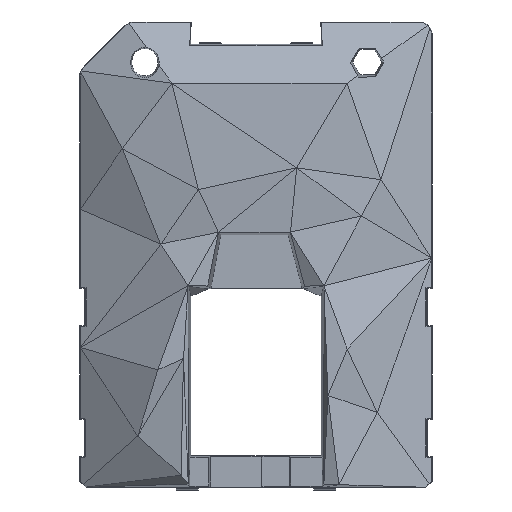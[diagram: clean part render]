
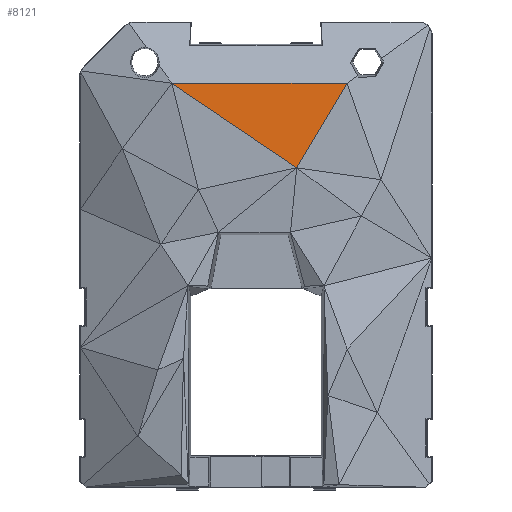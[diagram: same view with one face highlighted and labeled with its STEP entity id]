
A CAD part, front view. The second image highlights one B-rep face of the part: STEP entity #8121.
In plain terms, the highlighted planar face has unit normal (0, -0.999, 0.049).
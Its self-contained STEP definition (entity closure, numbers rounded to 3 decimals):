
#67 = CARTESIAN_POINT ( 'NONE',  ( 0., -21.649, 1.071 ) ) ;
#886 = FACE_OUTER_BOUND ( 'NONE', #4234, .T. ) ;
#890 = DIRECTION ( 'NONE',  ( 0., 0.049, 0.999 ) ) ;
#1488 = VECTOR ( 'NONE', #2646, 1000. ) ;
#1577 = CARTESIAN_POINT ( 'NONE',  ( -8.242, -17.003, 94.957 ) ) ;
#1765 = CARTESIAN_POINT ( 'NONE',  ( 29.128, -17.003, 94.957 ) ) ;
#2390 = CARTESIAN_POINT ( 'NONE',  ( 10.443, -17.003, 94.957 ) ) ;
#2646 = DIRECTION ( 'NONE',  ( -0.511, -0.042, -0.859 ) ) ;
#2691 = CARTESIAN_POINT ( 'NONE',  ( 13.044, -18.34, 67.93 ) ) ;
#3529 = EDGE_CURVE ( 'NONE', #9336, #6584, #3654, .T. ) ;
#3654 = LINE ( 'NONE', #7545, #1488 ) ;
#3703 = VECTOR ( 'NONE', #8357, 1000. ) ;
#4234 = EDGE_LOOP ( 'NONE', ( #6512, #8062, #4736 ) ) ;
#4736 = ORIENTED_EDGE ( 'NONE', *, *, #9191, .F. ) ;
#4923 = PLANE ( 'NONE',  #9620 ) ;
#5065 = EDGE_CURVE ( 'NONE', #6584, #7652, #9918, .T. ) ;
#5752 = DIRECTION ( 'NONE',  ( 0., 0.999, -0.049 ) ) ;
#6341 = CARTESIAN_POINT ( 'NONE',  ( -26.926, -17.003, 94.957 ) ) ;
#6512 = ORIENTED_EDGE ( 'NONE', *, *, #5065, .F. ) ;
#6584 = VERTEX_POINT ( 'NONE', #7928 ) ;
#7250 = CARTESIAN_POINT ( 'NONE',  ( -26.926, -17.003, 94.957 ) ) ;
#7545 = CARTESIAN_POINT ( 'NONE',  ( 29.128, -17.003, 94.957 ) ) ;
#7652 = VERTEX_POINT ( 'NONE', #6341 ) ;
#7928 = CARTESIAN_POINT ( 'NONE',  ( 13.044, -18.34, 67.93 ) ) ;
#8062 = ORIENTED_EDGE ( 'NONE', *, *, #3529, .F. ) ;
#8064 = CARTESIAN_POINT ( 'NONE',  ( 29.128, -17.003, 94.957 ) ) ;
#8121 = ADVANCED_FACE ( 'NONE', ( #886 ), #4923, .F. ) ;
#8357 = DIRECTION ( 'NONE',  ( -0.828, 0.028, 0.56 ) ) ;
#9191 = EDGE_CURVE ( 'NONE', #7652, #9336, #9937, .T. ) ;
#9336 = VERTEX_POINT ( 'NONE', #1765 ) ;
#9620 = AXIS2_PLACEMENT_3D ( 'NONE', #67, #5752, #890 ) ;
#9918 = LINE ( 'NONE', #2691, #3703 ) ;
#9937 = B_SPLINE_CURVE_WITH_KNOTS ( 'NONE', 3,
 ( #7250, #1577, #2390, #8064 ),
 .UNSPECIFIED., .F., .F.,
 ( 4, 4 ),
 ( 0., 1. ),
 .UNSPECIFIED. ) ;
